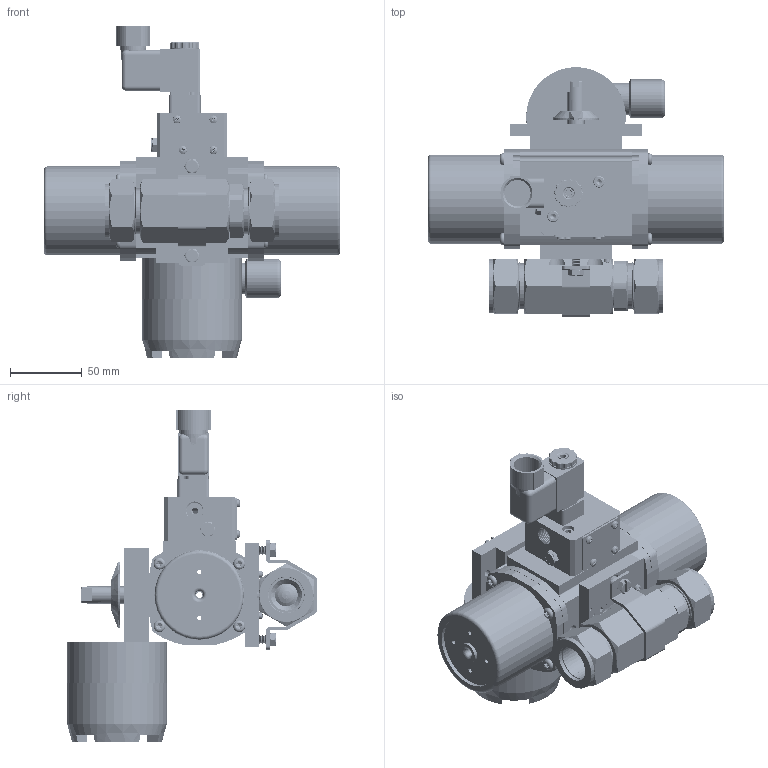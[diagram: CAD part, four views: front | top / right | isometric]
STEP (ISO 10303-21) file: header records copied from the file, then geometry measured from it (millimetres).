
FILE_DESCRIPTION (( 'STEP AP203' ), '1' );
FILE_NAME ('8206XXC16A512SR3GPDCLS.step', '2018-04-30T17:34:27', ( '' ), ( '' ), 'SwSTEP 2.0', 'SolidWorks 2017', '' );
FILE_SCHEMA (( 'CONFIG_CONTROL_DESIGN' ));
Length unit declared in the file: inch
Products named in the file (1): 8206XXC16A512SR3GPDCLS
Bounding box: 206.38 x 173.95 x 231.14 mm (x, y, z)
Volume: 832827.6 mm3; surface area: 356388.5 mm2
Topology: 70 solids, 70 shells, 5625 faces, 14686 edges, 9216 vertices
Faces by surface type: cylinder 2801, cone 1558, plane 913, torus 186, bspline 149, sphere 18
Entity records: 221610 total; most frequent: CARTESIAN_POINT 88676, ORIENTED_EDGE 29044, DIRECTION 27889, EDGE_CURVE 14522, AXIS2_PLACEMENT_3D 11204, VERTEX_POINT 9212, EDGE_LOOP 6058, CIRCLE 5727
